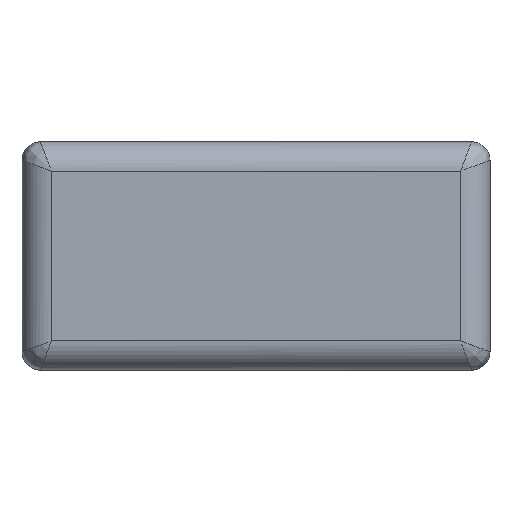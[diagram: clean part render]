
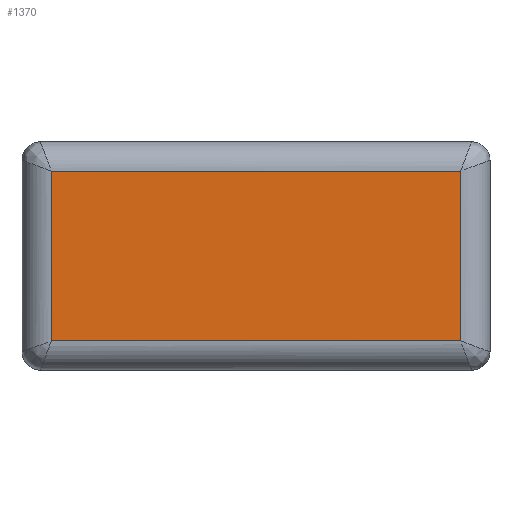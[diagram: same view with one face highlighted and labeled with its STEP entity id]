
A CAD part, left-side view. The second image highlights one B-rep face of the part: STEP entity #1370.
In plain terms, the highlighted planar face has unit normal (-1, 0, 0).
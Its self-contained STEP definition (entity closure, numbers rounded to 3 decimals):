
#13=DIRECTION ( 'NONE',  ( 0., 0., -1. ) );
#29=CARTESIAN_POINT ( 'NONE',  ( -1., 0.555, 0.54 ) );
#45=VERTEX_POINT ( 'NONE', #429 );
#72=CARTESIAN_POINT ( 'NONE',  ( -1., -0.555, 0.54 ) );
#73=DIRECTION ( 'NONE',  ( 0., 0., 1. ) );
#90=CARTESIAN_POINT ( 'NONE',  ( -1., 0., 0.08 ) );
#114=EDGE_LOOP ( 'NONE', ( #788, #1026, #271, #559 ) );
#141=DIRECTION ( 'NONE',  ( 1., 0., 0. ) );
#184=FACE_OUTER_BOUND ( 'NONE', #114, .T. );
#234=EDGE_CURVE ( 'NONE', #45, #516, #522, .T. );
#237=AXIS2_PLACEMENT_3D ( 'NONE', #321, #141, #13 );
#271=ORIENTED_EDGE ( 'NONE', *, *, #234, .T. );
#292=VECTOR ( 'NONE', #964, 1000. );
#299=LINE ( 'NONE', #1633, #606 );
#321=CARTESIAN_POINT ( 'NONE',  ( -1., -0.635, 0.62 ) );
#346=CARTESIAN_POINT ( 'NONE',  ( -1., 0.555, 0.08 ) );
#429=CARTESIAN_POINT ( 'NONE',  ( -1., -0.555, 0.08 ) );
#516=VERTEX_POINT ( 'NONE', #72 );
#522=LINE ( 'NONE', #878, #695 );
#559=ORIENTED_EDGE ( 'NONE', *, *, #840, .T. );
#606=VECTOR ( 'NONE', #903, 1000. );
#695=VECTOR ( 'NONE', #73, 1000. );
#780=LINE ( 'NONE', #90, #1392 );
#788=ORIENTED_EDGE ( 'NONE', *, *, #962, .T. );
#840=EDGE_CURVE ( 'NONE', #516, #1143, #1490, .T. );
#878=CARTESIAN_POINT ( 'NONE',  ( -1., -0.555, 0.62 ) );
#903=DIRECTION ( 'NONE',  ( 0., 0., -1. ) );
#924=EDGE_CURVE ( 'NONE', #1622, #45, #780, .T. );
#962=EDGE_CURVE ( 'NONE', #1143, #1622, #299, .T. );
#964=DIRECTION ( 'NONE',  ( 0., 1., 0. ) );
#1026=ORIENTED_EDGE ( 'NONE', *, *, #924, .T. );
#1087=CARTESIAN_POINT ( 'NONE',  ( -1., -0.635, 0.54 ) );
#1143=VERTEX_POINT ( 'NONE', #29 );
#1154=DIRECTION ( 'NONE',  ( 0., -1., 0. ) );
#1370=ADVANCED_FACE ( 'NONE', ( #184 ), #1683, .F. );
#1392=VECTOR ( 'NONE', #1154, 1000. );
#1490=LINE ( 'NONE', #1087, #292 );
#1622=VERTEX_POINT ( 'NONE', #346 );
#1633=CARTESIAN_POINT ( 'NONE',  ( -1., 0.555, 0.62 ) );
#1683=PLANE ( 'NONE',  #237 );
